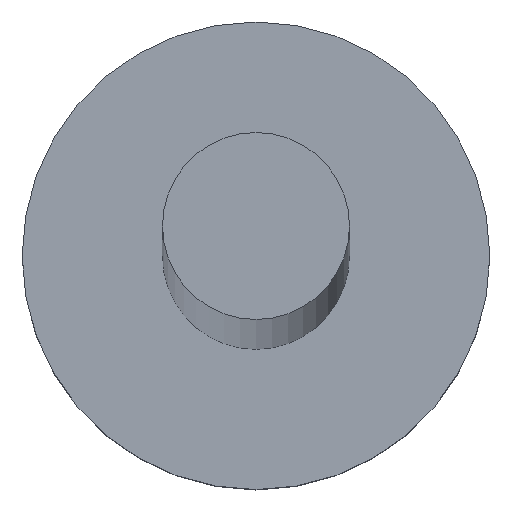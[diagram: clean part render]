
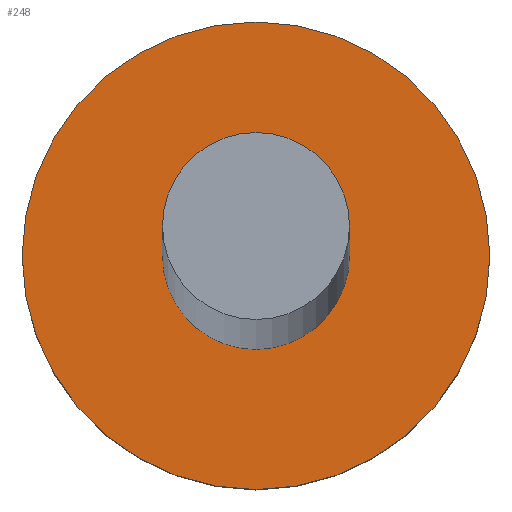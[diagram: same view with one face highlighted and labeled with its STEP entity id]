
A CAD part, top view. The second image highlights one B-rep face of the part: STEP entity #248.
In plain terms, the highlighted planar face has unit normal (0, 0, 1).
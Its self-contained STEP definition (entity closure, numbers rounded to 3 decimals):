
#1 = CIRCLE ( 'NONE', #239, 0.5 ) ;
#8 = DIRECTION ( 'NONE',  ( 0., 0., 1. ) ) ;
#10 = CIRCLE ( 'NONE', #236, 0.5 ) ;
#18 = ORIENTED_EDGE ( 'NONE', *, *, #50, .F. ) ;
#24 = ORIENTED_EDGE ( 'NONE', *, *, #140, .T. ) ;
#28 = DIRECTION ( 'NONE',  ( 0., 0., 1. ) ) ;
#30 = CARTESIAN_POINT ( 'NONE',  ( 0., 0., 1.2 ) ) ;
#41 = DIRECTION ( 'NONE',  ( 1., 0., 0. ) ) ;
#43 = CARTESIAN_POINT ( 'NONE',  ( 0., 0., 1.2 ) ) ;
#45 = DIRECTION ( 'NONE',  ( 0., 0., 1. ) ) ;
#47 = CARTESIAN_POINT ( 'NONE',  ( 1.25, 0., 1.2 ) ) ;
#49 = DIRECTION ( 'NONE',  ( 1., 0., 0. ) ) ;
#50 = EDGE_CURVE ( 'NONE', #99, #217, #1, .T. ) ;
#56 = VERTEX_POINT ( 'NONE', #136 ) ;
#59 = DIRECTION ( 'NONE',  ( 0., 0., 1. ) ) ;
#61 = PLANE ( 'NONE',  #184 ) ;
#62 = CARTESIAN_POINT ( 'NONE',  ( 0.5, 0., 1.2 ) ) ;
#64 = DIRECTION ( 'NONE',  ( 1., 0., 0. ) ) ;
#77 = EDGE_LOOP ( 'NONE', ( #198, #24 ) ) ;
#79 = CIRCLE ( 'NONE', #130, 1.25 ) ;
#82 = FACE_OUTER_BOUND ( 'NONE', #77, .T. ) ;
#92 = AXIS2_PLACEMENT_3D ( 'NONE', #222, #8, #243 ) ;
#99 = VERTEX_POINT ( 'NONE', #62 ) ;
#115 = EDGE_LOOP ( 'NONE', ( #160, #18 ) ) ;
#122 = DIRECTION ( 'NONE',  ( 0., 0., 1. ) ) ;
#130 = AXIS2_PLACEMENT_3D ( 'NONE', #185, #45, #142 ) ;
#136 = CARTESIAN_POINT ( 'NONE',  ( -1.25, 0., 1.2 ) ) ;
#140 = EDGE_CURVE ( 'NONE', #162, #56, #79, .T. ) ;
#142 = DIRECTION ( 'NONE',  ( 1., 0., 0. ) ) ;
#156 = CARTESIAN_POINT ( 'NONE',  ( 0., 0., 1.2 ) ) ;
#160 = ORIENTED_EDGE ( 'NONE', *, *, #169, .F. ) ;
#162 = VERTEX_POINT ( 'NONE', #47 ) ;
#169 = EDGE_CURVE ( 'NONE', #217, #99, #10, .T. ) ;
#179 = CARTESIAN_POINT ( 'NONE',  ( -0.5, 0., 1.2 ) ) ;
#181 = EDGE_CURVE ( 'NONE', #56, #162, #250, .T. ) ;
#184 = AXIS2_PLACEMENT_3D ( 'NONE', #43, #122, #49 ) ;
#185 = CARTESIAN_POINT ( 'NONE',  ( 0., 0., 1.2 ) ) ;
#198 = ORIENTED_EDGE ( 'NONE', *, *, #181, .T. ) ;
#204 = FACE_BOUND ( 'NONE', #115, .T. ) ;
#217 = VERTEX_POINT ( 'NONE', #179 ) ;
#222 = CARTESIAN_POINT ( 'NONE',  ( 0., 0., 1.2 ) ) ;
#236 = AXIS2_PLACEMENT_3D ( 'NONE', #30, #28, #64 ) ;
#239 = AXIS2_PLACEMENT_3D ( 'NONE', #156, #59, #41 ) ;
#243 = DIRECTION ( 'NONE',  ( 1., 0., 0. ) ) ;
#248 = ADVANCED_FACE ( 'NONE', ( #204, #82 ), #61, .T. ) ;
#250 = CIRCLE ( 'NONE', #92, 1.25 ) ;
